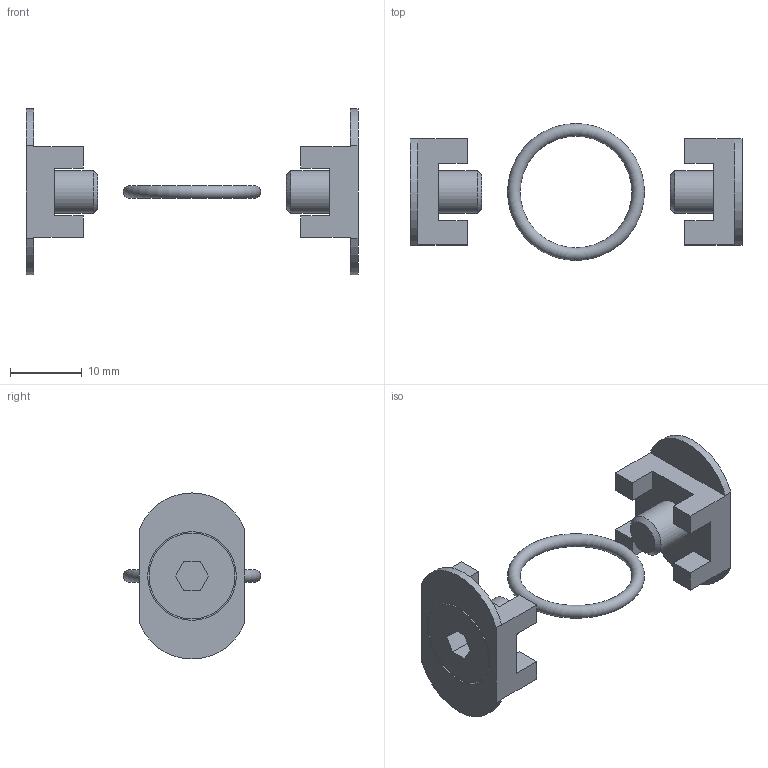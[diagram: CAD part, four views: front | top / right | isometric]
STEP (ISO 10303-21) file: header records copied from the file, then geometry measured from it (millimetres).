
FILE_DESCRIPTION( ( 'STEP AP203' ), '1' );
FILE_NAME( '9.9911.00.000.stp', '2018-12-13T15:14:18', ( '' ), ( '' ), ' ', 'PARTsolutions', ' ' );
FILE_SCHEMA( ( 'CONFIG_CONTROL_DESIGN' ) );
Length unit declared in the file: millimetre
Products named in the file (3): 9.9911.00.000; _KP 11- P1; _KP 11-P2
Assembly tree (3 placements, depth 2):
  9.9911.00.000
    _KP 11- P1  x2
    _KP 11-P2
Bounding box: 46.4 x 19.16 x 23.2 mm (x, y, z)
Volume: 2435.4 mm3; surface area: 2984.1 mm2
Topology: 3 solids, 3 shells, 73 faces, 182 edges, 121 vertices
Faces by surface type: plane 60, cylinder 10, cone 2, torus 1
Full cylindrical faces by diameter (mm): 6 x2, 12 x2, 12.4 x2
Entity records: 1166 total; most frequent: CARTESIAN_POINT 186, DIRECTION 178, ORIENTED_EDGE 170, EDGE_CURVE 85, LINE 74, VECTOR 74, VERTEX_POINT 60, AXIS2_PLACEMENT_3D 52
